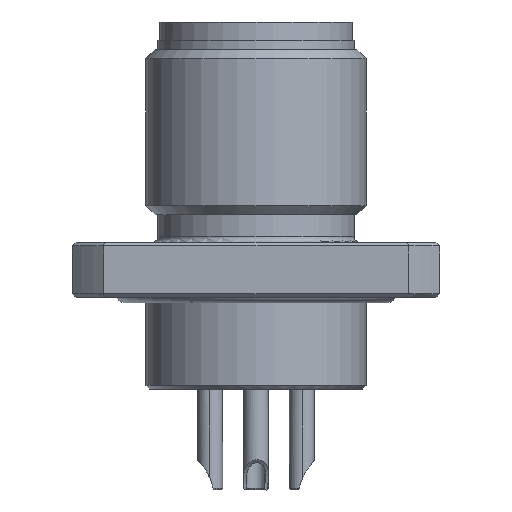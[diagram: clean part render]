
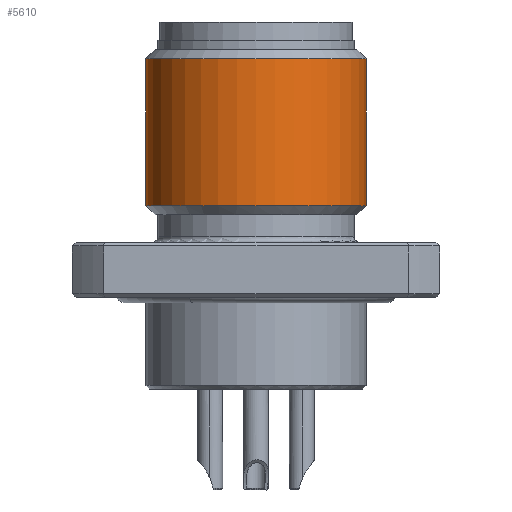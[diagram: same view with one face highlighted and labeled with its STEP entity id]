
A CAD part, left-side view. The second image highlights one B-rep face of the part: STEP entity #5610.
In plain terms, the highlighted cylindrical face has radius 6 mm (diameter 12 mm), a partial arc.
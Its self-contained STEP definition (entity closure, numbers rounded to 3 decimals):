
#5553=AXIS2_PLACEMENT_3D('Circle Axis2P3D',#5551,#5552,$) ;
#5583=AXIS2_PLACEMENT_3D('Cylinder Axis2P3D',#5580,#5581,#5582) ;
#5601=AXIS2_PLACEMENT_3D('Circle Axis2P3D',#5599,#5600,$) ;
#5541=CARTESIAN_POINT('Vertex',(10.,16.,15.5)) ;
#5548=CARTESIAN_POINT('Vertex',(10.,4.,15.5)) ;
#5551=CARTESIAN_POINT('Axis2P3D Location',(10.,10.,15.5)) ;
#5580=CARTESIAN_POINT('Axis2P3D Location',(10.,10.,19.5)) ;
#5585=CARTESIAN_POINT('Line Origine',(10.,16.,19.5)) ;
#5589=CARTESIAN_POINT('Vertex',(10.,16.,23.5)) ;
#5592=CARTESIAN_POINT('Line Origine',(10.,4.,19.5)) ;
#5596=CARTESIAN_POINT('Vertex',(10.,4.,23.5)) ;
#5599=CARTESIAN_POINT('Axis2P3D Location',(10.,10.,23.5)) ;
#5552=DIRECTION('Axis2P3D Direction',(0.,0.,1.)) ;
#5581=DIRECTION('Axis2P3D Direction',(0.,0.,-1.)) ;
#5582=DIRECTION('Axis2P3D XDirection',(0.,-1.,0.)) ;
#5586=DIRECTION('Vector Direction',(0.,0.,-1.)) ;
#5593=DIRECTION('Vector Direction',(0.,0.,-1.)) ;
#5600=DIRECTION('Axis2P3D Direction',(0.,0.,-1.)) ;
#5587=VECTOR('Line Direction',#5586,1.) ;
#5594=VECTOR('Line Direction',#5593,1.) ;
#5605=ORIENTED_EDGE('',*,*,#5591,.T.) ;
#5606=ORIENTED_EDGE('',*,*,#5555,.F.) ;
#5607=ORIENTED_EDGE('',*,*,#5598,.T.) ;
#5608=ORIENTED_EDGE('',*,*,#5603,.F.) ;
#5610=ADVANCED_FACE('Hauptkoerper',(#5609),#5584,.T.) ;
#5554=CIRCLE('generated circle',#5553,6.) ;
#5602=CIRCLE('generated circle',#5601,6.) ;
#5584=CYLINDRICAL_SURFACE('generated cylinder',#5583,6.) ;
#5555=EDGE_CURVE('',#5549,#5542,#5554,.F.) ;
#5591=EDGE_CURVE('',#5590,#5542,#5588,.T.) ;
#5598=EDGE_CURVE('',#5549,#5597,#5595,.F.) ;
#5603=EDGE_CURVE('',#5590,#5597,#5602,.F.) ;
#5604=EDGE_LOOP('',(#5605,#5606,#5607,#5608)) ;
#5609=FACE_OUTER_BOUND('',#5604,.T.) ;
#5588=LINE('Line',#5585,#5587) ;
#5595=LINE('Line',#5592,#5594) ;
#5542=VERTEX_POINT('',#5541) ;
#5549=VERTEX_POINT('',#5548) ;
#5590=VERTEX_POINT('',#5589) ;
#5597=VERTEX_POINT('',#5596) ;
